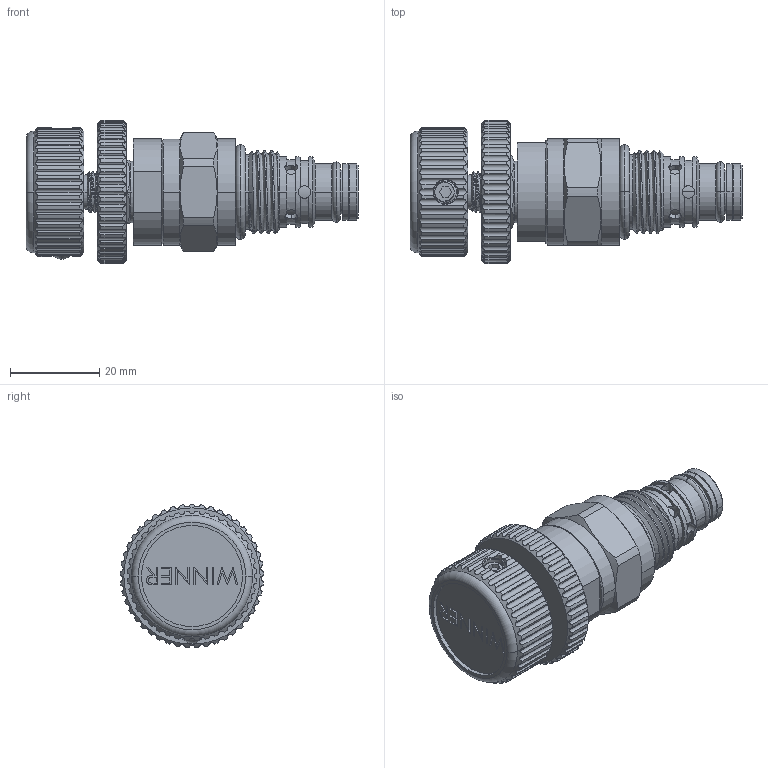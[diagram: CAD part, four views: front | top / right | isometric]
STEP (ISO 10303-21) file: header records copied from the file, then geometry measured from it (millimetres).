
FILE_DESCRIPTION (( 'STEP AP203' ), '1' );
FILE_NAME ('NC08W20-K.STEP', '2021-07-05T03:13:38', ( '' ), ( '' ), 'SwSTEP 2.0', 'SolidWorks 2018', '' );
FILE_SCHEMA (( 'CONFIG_CONTROL_DESIGN' ));
Length unit declared in the file: millimetre
Products named in the file (1): NC08W20-K
Bounding box: 74.52 x 32.2 x 32.18 mm (x, y, z)
Volume: 28947.5 mm3; surface area: 10105.2 mm2
Topology: 4 solids, 4 shells, 503 faces, 1391 edges, 913 vertices
Faces by surface type: cylinder 320, plane 124, cone 30, torus 14, bspline 13, sphere 2
Entity records: 28976 total; most frequent: CARTESIAN_POINT 16642, ORIENTED_EDGE 2782, DIRECTION 2310, EDGE_CURVE 1391, VERTEX_POINT 913, AXIS2_PLACEMENT_3D 860, LINE 590, VECTOR 590
